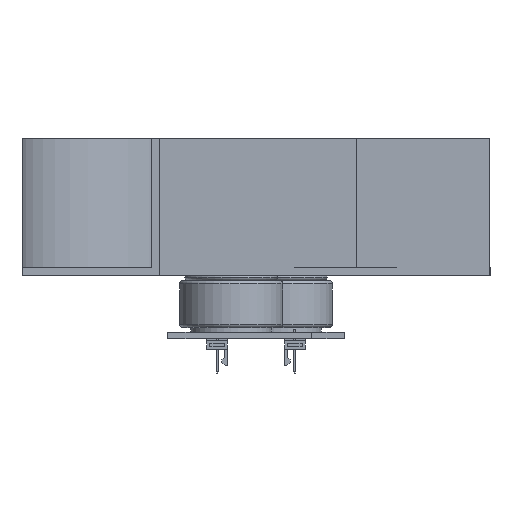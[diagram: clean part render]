
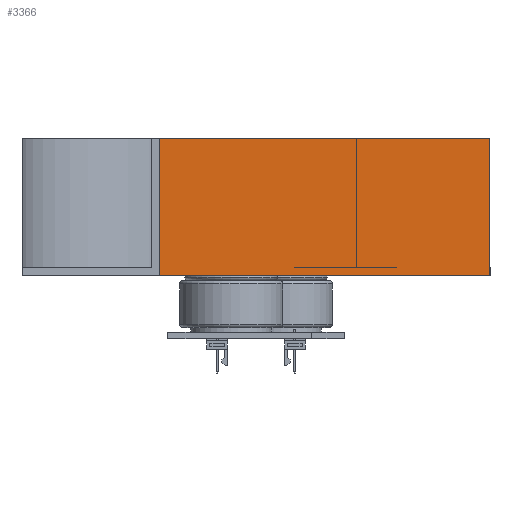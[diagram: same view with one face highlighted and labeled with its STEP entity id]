
A CAD part, left-side view. The second image highlights one B-rep face of the part: STEP entity #3366.
In plain terms, the highlighted planar face has unit normal (-1, 0, 0).
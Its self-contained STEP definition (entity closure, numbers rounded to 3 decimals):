
#214 = PLANE('',#215);
#215 = AXIS2_PLACEMENT_3D('',#216,#217,#218);
#216 = CARTESIAN_POINT('',(142.5,-72.5,0.));
#217 = DIRECTION('',(0.,1.,0.));
#218 = DIRECTION('',(0.,0.,1.));
#1192 = PLANE('',#1193);
#1193 = AXIS2_PLACEMENT_3D('',#1194,#1195,#1196);
#1194 = CARTESIAN_POINT('',(-80.,30.,42.5));
#1195 = DIRECTION('',(0.,0.,1.));
#1196 = DIRECTION('',(1.,0.,0.));
#1642 = PLANE('',#1643);
#1643 = AXIS2_PLACEMENT_3D('',#1644,#1645,#1646);
#1644 = CARTESIAN_POINT('',(-142.5,30.,0.));
#1645 = DIRECTION('',(0.,-1.,0.));
#1646 = DIRECTION('',(0.,0.,-1.));
#1714 = PLANE('',#1715);
#1715 = AXIS2_PLACEMENT_3D('',#1716,#1717,#1718);
#1716 = CARTESIAN_POINT('',(-142.5,72.5,0.));
#1717 = DIRECTION('',(0.,0.,1.));
#1718 = DIRECTION('',(1.,0.,0.));
#1904 = VERTEX_POINT('',#1905);
#1905 = CARTESIAN_POINT('',(-80.,-72.5,42.5));
#1926 = EDGE_CURVE('',#1927,#1904,#1929,.T.);
#1927 = VERTEX_POINT('',#1928);
#1928 = CARTESIAN_POINT('',(-80.,-72.5,0.));
#1929 = SURFACE_CURVE('',#1930,(#1934,#1941),.PCURVE_S1.);
#1930 = LINE('',#1931,#1932);
#1931 = CARTESIAN_POINT('',(-80.,-72.5,2.5));
#1932 = VECTOR('',#1933,1.);
#1933 = DIRECTION('',(0.,0.,1.));
#1934 = PCURVE('',#214,#1935);
#1935 = DEFINITIONAL_REPRESENTATION('',(#1936),#1940);
#1936 = LINE('',#1937,#1938);
#1937 = CARTESIAN_POINT('',(2.5,-222.5));
#1938 = VECTOR('',#1939,1.);
#1939 = DIRECTION('',(1.,0.));
#1940 = ( GEOMETRIC_REPRESENTATION_CONTEXT(2) 
PARAMETRIC_REPRESENTATION_CONTEXT() REPRESENTATION_CONTEXT('2D SPACE',''
  ) );
#1941 = PCURVE('',#1942,#1947);
#1942 = PLANE('',#1943);
#1943 = AXIS2_PLACEMENT_3D('',#1944,#1945,#1946);
#1944 = CARTESIAN_POINT('',(-80.,30.,0.));
#1945 = DIRECTION('',(-1.,0.,0.));
#1946 = DIRECTION('',(0.,0.,-1.));
#1947 = DEFINITIONAL_REPRESENTATION('',(#1948),#1952);
#1948 = LINE('',#1949,#1950);
#1949 = CARTESIAN_POINT('',(-2.5,102.5));
#1950 = VECTOR('',#1951,1.);
#1951 = DIRECTION('',(-1.,-0.));
#1952 = ( GEOMETRIC_REPRESENTATION_CONTEXT(2) 
PARAMETRIC_REPRESENTATION_CONTEXT() REPRESENTATION_CONTEXT('2D SPACE',''
  ) );
#3051 = VERTEX_POINT('',#3052);
#3052 = CARTESIAN_POINT('',(-80.,30.,42.5));
#3073 = EDGE_CURVE('',#3051,#1904,#3074,.T.);
#3074 = SURFACE_CURVE('',#3075,(#3079,#3086),.PCURVE_S1.);
#3075 = LINE('',#3076,#3077);
#3076 = CARTESIAN_POINT('',(-80.,30.,42.5));
#3077 = VECTOR('',#3078,1.);
#3078 = DIRECTION('',(0.,-1.,0.));
#3079 = PCURVE('',#1192,#3080);
#3080 = DEFINITIONAL_REPRESENTATION('',(#3081),#3085);
#3081 = LINE('',#3082,#3083);
#3082 = CARTESIAN_POINT('',(0.,0.));
#3083 = VECTOR('',#3084,1.);
#3084 = DIRECTION('',(0.,-1.));
#3085 = ( GEOMETRIC_REPRESENTATION_CONTEXT(2) 
PARAMETRIC_REPRESENTATION_CONTEXT() REPRESENTATION_CONTEXT('2D SPACE',''
  ) );
#3086 = PCURVE('',#1942,#3087);
#3087 = DEFINITIONAL_REPRESENTATION('',(#3088),#3092);
#3088 = LINE('',#3089,#3090);
#3089 = CARTESIAN_POINT('',(-42.5,-0.));
#3090 = VECTOR('',#3091,1.);
#3091 = DIRECTION('',(0.,1.));
#3092 = ( GEOMETRIC_REPRESENTATION_CONTEXT(2) 
PARAMETRIC_REPRESENTATION_CONTEXT() REPRESENTATION_CONTEXT('2D SPACE',''
  ) );
#3104 = VERTEX_POINT('',#3105);
#3105 = CARTESIAN_POINT('',(-80.,30.,0.));
#3126 = EDGE_CURVE('',#3104,#3051,#3127,.T.);
#3127 = SURFACE_CURVE('',#3128,(#3132,#3139),.PCURVE_S1.);
#3128 = LINE('',#3129,#3130);
#3129 = CARTESIAN_POINT('',(-80.,30.,0.));
#3130 = VECTOR('',#3131,1.);
#3131 = DIRECTION('',(0.,0.,1.));
#3132 = PCURVE('',#1642,#3133);
#3133 = DEFINITIONAL_REPRESENTATION('',(#3134),#3138);
#3134 = LINE('',#3135,#3136);
#3135 = CARTESIAN_POINT('',(0.,62.5));
#3136 = VECTOR('',#3137,1.);
#3137 = DIRECTION('',(-1.,0.));
#3138 = ( GEOMETRIC_REPRESENTATION_CONTEXT(2) 
PARAMETRIC_REPRESENTATION_CONTEXT() REPRESENTATION_CONTEXT('2D SPACE',''
  ) );
#3139 = PCURVE('',#1942,#3140);
#3140 = DEFINITIONAL_REPRESENTATION('',(#3141),#3145);
#3141 = LINE('',#3142,#3143);
#3142 = CARTESIAN_POINT('',(0.,-0.));
#3143 = VECTOR('',#3144,1.);
#3144 = DIRECTION('',(-1.,-0.));
#3145 = ( GEOMETRIC_REPRESENTATION_CONTEXT(2) 
PARAMETRIC_REPRESENTATION_CONTEXT() REPRESENTATION_CONTEXT('2D SPACE',''
  ) );
#3155 = EDGE_CURVE('',#3104,#1927,#3156,.T.);
#3156 = SURFACE_CURVE('',#3157,(#3161,#3168),.PCURVE_S1.);
#3157 = LINE('',#3158,#3159);
#3158 = CARTESIAN_POINT('',(-80.,30.,0.));
#3159 = VECTOR('',#3160,1.);
#3160 = DIRECTION('',(0.,-1.,0.));
#3161 = PCURVE('',#1714,#3162);
#3162 = DEFINITIONAL_REPRESENTATION('',(#3163),#3167);
#3163 = LINE('',#3164,#3165);
#3164 = CARTESIAN_POINT('',(62.5,-42.5));
#3165 = VECTOR('',#3166,1.);
#3166 = DIRECTION('',(0.,-1.));
#3167 = ( GEOMETRIC_REPRESENTATION_CONTEXT(2) 
PARAMETRIC_REPRESENTATION_CONTEXT() REPRESENTATION_CONTEXT('2D SPACE',''
  ) );
#3168 = PCURVE('',#1942,#3169);
#3169 = DEFINITIONAL_REPRESENTATION('',(#3170),#3174);
#3170 = LINE('',#3171,#3172);
#3171 = CARTESIAN_POINT('',(0.,-0.));
#3172 = VECTOR('',#3173,1.);
#3173 = DIRECTION('',(0.,1.));
#3174 = ( GEOMETRIC_REPRESENTATION_CONTEXT(2) 
PARAMETRIC_REPRESENTATION_CONTEXT() REPRESENTATION_CONTEXT('2D SPACE',''
  ) );
#3366 = ADVANCED_FACE('',(#3367),#1942,.T.);
#3367 = FACE_BOUND('',#3368,.T.);
#3368 = EDGE_LOOP('',(#3369,#3370,#3371,#3372));
#3369 = ORIENTED_EDGE('',*,*,#3126,.F.);
#3370 = ORIENTED_EDGE('',*,*,#3155,.T.);
#3371 = ORIENTED_EDGE('',*,*,#1926,.T.);
#3372 = ORIENTED_EDGE('',*,*,#3073,.F.);
